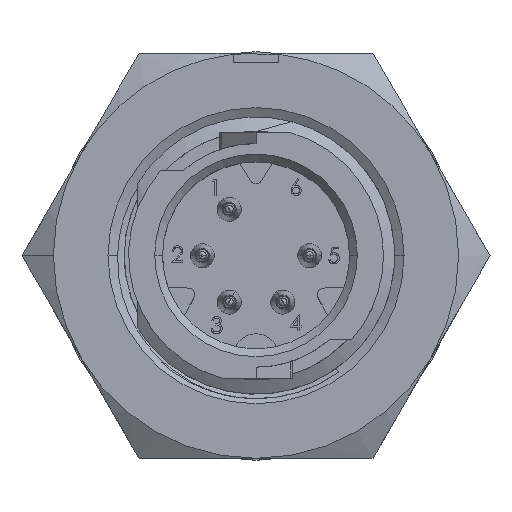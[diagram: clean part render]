
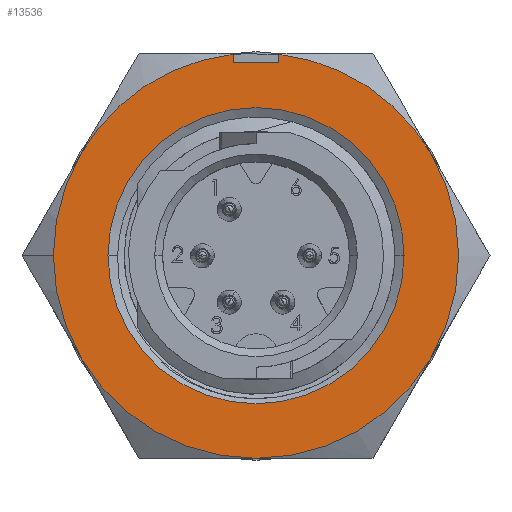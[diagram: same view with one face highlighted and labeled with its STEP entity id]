
A CAD part, top view. The second image highlights one B-rep face of the part: STEP entity #13536.
In plain terms, the highlighted planar face has unit normal (0, 0, 1).
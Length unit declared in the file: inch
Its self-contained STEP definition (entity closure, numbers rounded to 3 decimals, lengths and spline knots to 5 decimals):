
#19 = VERTEX_POINT ( 'NONE', #1712 ) ;
#159 = CARTESIAN_POINT ( 'NONE',  ( 0., 0., 0.403 ) ) ;
#161 = VERTEX_POINT ( 'NONE', #8266 ) ;
#510 = CARTESIAN_POINT ( 'NONE',  ( 0., 0., 0.403 ) ) ;
#644 = CARTESIAN_POINT ( 'NONE',  ( 0., 0., 0.403 ) ) ;
#852 = VERTEX_POINT ( 'NONE', #13494 ) ;
#1063 = LINE ( 'NONE', #8425, #11357 ) ;
#1155 = EDGE_CURVE ( 'NONE', #852, #7942, #6944, .T. ) ;
#1257 = ORIENTED_EDGE ( 'NONE', *, *, #7706, .T. ) ;
#1392 = DIRECTION ( 'NONE',  ( 0., 0., -1. ) ) ;
#1393 = DIRECTION ( 'NONE',  ( 0., 1., 0. ) ) ;
#1675 = CIRCLE ( 'NONE', #15003, 0.31 ) ;
#1712 = CARTESIAN_POINT ( 'NONE',  ( -0.26847, -0.155, 0.403 ) ) ;
#1812 = DIRECTION ( 'NONE',  ( 0., 0., -1. ) ) ;
#2036 = ORIENTED_EDGE ( 'NONE', *, *, #17145, .F. ) ;
#2102 = DIRECTION ( 'NONE',  ( 1., 0., 0. ) ) ;
#2121 = DIRECTION ( 'NONE',  ( 1., 0., 0. ) ) ;
#2587 = DIRECTION ( 'NONE',  ( 1., 0., 0. ) ) ;
#2679 = DIRECTION ( 'NONE',  ( 1., 0., 0. ) ) ;
#2899 = DIRECTION ( 'NONE',  ( 0., 0., -1. ) ) ;
#3100 = PLANE ( 'NONE',  #15627 ) ;
#3404 = CARTESIAN_POINT ( 'NONE',  ( -0.26847, 0.155, 0.403 ) ) ;
#3559 = CARTESIAN_POINT ( 'NONE',  ( 0., 0.31, 0.403 ) ) ;
#3740 = VERTEX_POINT ( 'NONE', #11596 ) ;
#3995 = CARTESIAN_POINT ( 'NONE',  ( 0., 0., 0.403 ) ) ;
#4244 = CARTESIAN_POINT ( 'NONE',  ( 0.2265, 0., 0.403 ) ) ;
#4409 = CARTESIAN_POINT ( 'NONE',  ( 0., 0.62, 0.403 ) ) ;
#4646 = DIRECTION ( 'NONE',  ( 0., 0., -1. ) ) ;
#4703 = DIRECTION ( 'NONE',  ( 0., 0., -1. ) ) ;
#4884 = ORIENTED_EDGE ( 'NONE', *, *, #7452, .F. ) ;
#5062 = EDGE_LOOP ( 'NONE', ( #19068, #1257 ) ) ;
#5181 = VERTEX_POINT ( 'NONE', #4244 ) ;
#5519 = EDGE_CURVE ( 'NONE', #8197, #3740, #9969, .T. ) ;
#6023 = VERTEX_POINT ( 'NONE', #16936 ) ;
#6119 = CIRCLE ( 'NONE', #11204, 0.31 ) ;
#6180 = EDGE_CURVE ( 'NONE', #19, #16807, #1675, .T. ) ;
#6704 = DIRECTION ( 'NONE',  ( 1., 0., 0. ) ) ;
#6913 = VERTEX_POINT ( 'NONE', #3559 ) ;
#6944 = CIRCLE ( 'NONE', #12636, 0.31 ) ;
#7027 = DIRECTION ( 'NONE',  ( -1., 0., 0. ) ) ;
#7189 = DIRECTION ( 'NONE',  ( 1., 0., 0. ) ) ;
#7452 = EDGE_CURVE ( 'NONE', #16807, #6913, #12493, .T. ) ;
#7702 = ORIENTED_EDGE ( 'NONE', *, *, #1155, .F. ) ;
#7706 = EDGE_CURVE ( 'NONE', #5181, #161, #14412, .T. ) ;
#7942 = VERTEX_POINT ( 'NONE', #15888 ) ;
#8197 = VERTEX_POINT ( 'NONE', #12021 ) ;
#8228 = EDGE_CURVE ( 'NONE', #17279, #18127, #11925, .T. ) ;
#8266 = CARTESIAN_POINT ( 'NONE',  ( -0.2265, 0., 0.403 ) ) ;
#8425 = CARTESIAN_POINT ( 'NONE',  ( 0.035, -0.295, 0.403 ) ) ;
#8485 = ORIENTED_EDGE ( 'NONE', *, *, #6180, .F. ) ;
#8668 = CARTESIAN_POINT ( 'NONE',  ( -0.035, -0.35188, 0.403 ) ) ;
#9169 = DIRECTION ( 'NONE',  ( 0., -1., 0. ) ) ;
#9622 = CARTESIAN_POINT ( 'NONE',  ( 0.035, -0.295, 0.403 ) ) ;
#9654 = AXIS2_PLACEMENT_3D ( 'NONE', #159, #9975, #2121 ) ;
#9801 = DIRECTION ( 'NONE',  ( 0., 0., -1. ) ) ;
#9969 = LINE ( 'NONE', #8668, #11816 ) ;
#9975 = DIRECTION ( 'NONE',  ( 0., 0., -1. ) ) ;
#10072 = ORIENTED_EDGE ( 'NONE', *, *, #15067, .F. ) ;
#10177 = CARTESIAN_POINT ( 'NONE',  ( 0., 0., 0.403 ) ) ;
#10280 = AXIS2_PLACEMENT_3D ( 'NONE', #16280, #1392, #2679 ) ;
#10376 = ORIENTED_EDGE ( 'NONE', *, *, #8228, .F. ) ;
#10861 = CARTESIAN_POINT ( 'NONE',  ( 0., 0., 0.403 ) ) ;
#11000 = CARTESIAN_POINT ( 'NONE',  ( 0., 0., 0.403 ) ) ;
#11204 = AXIS2_PLACEMENT_3D ( 'NONE', #510, #4703, #17185 ) ;
#11357 = VECTOR ( 'NONE', #7027, 39.37008 ) ;
#11463 = EDGE_LOOP ( 'NONE', ( #2036, #17612, #14692, #10376, #17744, #10072, #7702, #16525, #4884, #8485 ) ) ;
#11596 = CARTESIAN_POINT ( 'NONE',  ( -0.035, -0.30802, 0.403 ) ) ;
#11639 = CARTESIAN_POINT ( 'NONE',  ( 0.035, -0.30802, 0.403 ) ) ;
#11816 = VECTOR ( 'NONE', #16100, 39.37008 ) ;
#11925 = LINE ( 'NONE', #15195, #14105 ) ;
#11944 = FACE_OUTER_BOUND ( 'NONE', #11463, .T. ) ;
#12021 = CARTESIAN_POINT ( 'NONE',  ( -0.035, -0.295, 0.403 ) ) ;
#12066 = EDGE_CURVE ( 'NONE', #18127, #8197, #1063, .T. ) ;
#12375 = EDGE_CURVE ( 'NONE', #6023, #17279, #13258, .T. ) ;
#12488 = CIRCLE ( 'NONE', #14711, 0.31 ) ;
#12493 = CIRCLE ( 'NONE', #9654, 0.31 ) ;
#12534 = AXIS2_PLACEMENT_3D ( 'NONE', #13033, #13335, #17709 ) ;
#12636 = AXIS2_PLACEMENT_3D ( 'NONE', #10177, #16210, #7189 ) ;
#13033 = CARTESIAN_POINT ( 'NONE',  ( 0., 0., 0.403 ) ) ;
#13258 = CIRCLE ( 'NONE', #18331, 0.31 ) ;
#13334 = FACE_BOUND ( 'NONE', #5062, .T. ) ;
#13335 = DIRECTION ( 'NONE',  ( 0., 0., -1. ) ) ;
#13494 = CARTESIAN_POINT ( 'NONE',  ( 0.26847, 0.155, 0.403 ) ) ;
#13536 = ADVANCED_FACE ( 'NONE', ( #13334, #11944 ), #3100, .F. ) ;
#13664 = EDGE_CURVE ( 'NONE', #6913, #852, #6119, .T. ) ;
#14046 = EDGE_CURVE ( 'NONE', #161, #5181, #18824, .T. ) ;
#14105 = VECTOR ( 'NONE', #1393, 39.37008 ) ;
#14412 = CIRCLE ( 'NONE', #12534, 0.2265 ) ;
#14692 = ORIENTED_EDGE ( 'NONE', *, *, #12066, .F. ) ;
#14711 = AXIS2_PLACEMENT_3D ( 'NONE', #10861, #1812, #2102 ) ;
#15003 = AXIS2_PLACEMENT_3D ( 'NONE', #11000, #4646, #18426 ) ;
#15067 = EDGE_CURVE ( 'NONE', #7942, #6023, #12488, .T. ) ;
#15195 = CARTESIAN_POINT ( 'NONE',  ( 0.035, -0.35188, 0.403 ) ) ;
#15627 = AXIS2_PLACEMENT_3D ( 'NONE', #4409, #2899, #9169 ) ;
#15888 = CARTESIAN_POINT ( 'NONE',  ( 0.31, 0., 0.403 ) ) ;
#16100 = DIRECTION ( 'NONE',  ( 0., -1., 0. ) ) ;
#16210 = DIRECTION ( 'NONE',  ( 0., 0., -1. ) ) ;
#16280 = CARTESIAN_POINT ( 'NONE',  ( 0., 0., 0.403 ) ) ;
#16525 = ORIENTED_EDGE ( 'NONE', *, *, #13664, .F. ) ;
#16807 = VERTEX_POINT ( 'NONE', #3404 ) ;
#16936 = CARTESIAN_POINT ( 'NONE',  ( 0.26847, -0.155, 0.403 ) ) ;
#17145 = EDGE_CURVE ( 'NONE', #3740, #19, #17187, .T. ) ;
#17185 = DIRECTION ( 'NONE',  ( 1., 0., 0. ) ) ;
#17187 = CIRCLE ( 'NONE', #18137, 0.31 ) ;
#17279 = VERTEX_POINT ( 'NONE', #11639 ) ;
#17590 = DIRECTION ( 'NONE',  ( 0., 0., -1. ) ) ;
#17612 = ORIENTED_EDGE ( 'NONE', *, *, #5519, .F. ) ;
#17709 = DIRECTION ( 'NONE',  ( 1., 0., 0. ) ) ;
#17744 = ORIENTED_EDGE ( 'NONE', *, *, #12375, .F. ) ;
#18127 = VERTEX_POINT ( 'NONE', #9622 ) ;
#18137 = AXIS2_PLACEMENT_3D ( 'NONE', #3995, #17590, #2587 ) ;
#18331 = AXIS2_PLACEMENT_3D ( 'NONE', #644, #9801, #6704 ) ;
#18426 = DIRECTION ( 'NONE',  ( 1., 0., 0. ) ) ;
#18824 = CIRCLE ( 'NONE', #10280, 0.2265 ) ;
#19068 = ORIENTED_EDGE ( 'NONE', *, *, #14046, .T. ) ;
